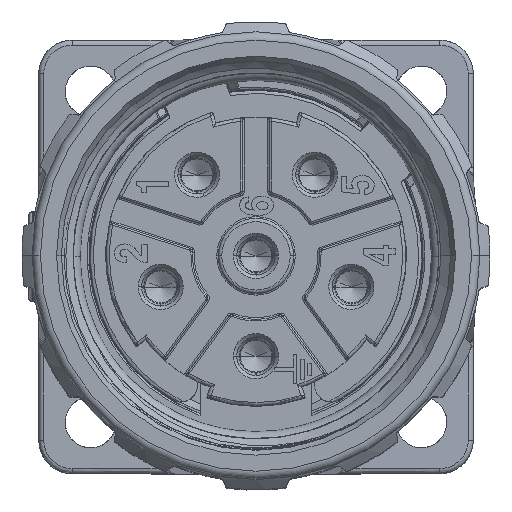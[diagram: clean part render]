
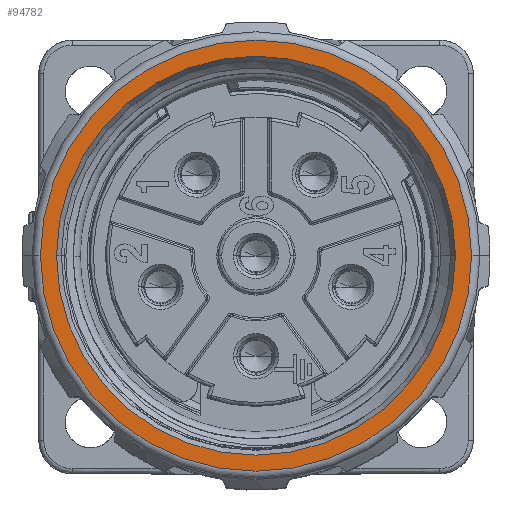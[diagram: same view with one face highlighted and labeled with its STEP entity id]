
A CAD part, top view. The second image highlights one B-rep face of the part: STEP entity #94782.
In plain terms, the highlighted planar face has unit normal (0, 0, 1).
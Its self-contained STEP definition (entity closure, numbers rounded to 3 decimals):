
#87838=CARTESIAN_POINT('',(0.,0.,45.75));
#87839=DIRECTION('',(0.,0.,1.));
#87840=DIRECTION('',(-1.,0.,0.));
#87841=AXIS2_PLACEMENT_3D('',#87838,#87839,#87840);
#87843=CARTESIAN_POINT('',(0.,0.,45.75));
#87844=DIRECTION('',(0.,0.,1.));
#87845=DIRECTION('',(1.,0.,0.));
#87846=AXIS2_PLACEMENT_3D('',#87843,#87844,#87845);
#87848=CARTESIAN_POINT('',(0.,0.,45.75));
#87849=DIRECTION('',(0.,0.,1.));
#87850=DIRECTION('',(1.,0.,0.));
#87851=AXIS2_PLACEMENT_3D('',#87848,#87849,#87850);
#87853=CARTESIAN_POINT('',(0.,0.,45.75));
#87854=DIRECTION('',(0.,0.,1.));
#87855=DIRECTION('',(-1.,0.,0.));
#87856=AXIS2_PLACEMENT_3D('',#87853,#87854,#87855);
#91988=CARTESIAN_POINT('',(11.939,0.,45.75));
#91989=CARTESIAN_POINT('',(-11.939,0.,45.75));
#91990=VERTEX_POINT('',#91988);
#91991=VERTEX_POINT('',#91989);
#92428=CARTESIAN_POINT('',(-12.9,0.,45.75));
#92429=CARTESIAN_POINT('',(12.9,0.,45.75));
#92430=VERTEX_POINT('',#92428);
#92431=VERTEX_POINT('',#92429);
#94766=CARTESIAN_POINT('',(0.,0.,45.75));
#94767=DIRECTION('',(0.,0.,-1.));
#94768=DIRECTION('',(1.,0.,0.));
#94769=AXIS2_PLACEMENT_3D('',#94766,#94767,#94768);
#94770=PLANE('',#94769);
#94771=ORIENTED_EDGE('',*,*,#94749,.F.);
#94773=ORIENTED_EDGE('',*,*,#94772,.F.);
#94774=EDGE_LOOP('',(#94771,#94773));
#94775=FACE_OUTER_BOUND('',#94774,.F.);
#94777=ORIENTED_EDGE('',*,*,#94776,.T.);
#94779=ORIENTED_EDGE('',*,*,#94778,.T.);
#94780=EDGE_LOOP('',(#94777,#94779));
#94781=FACE_BOUND('',#94780,.F.);
#94782=ADVANCED_FACE('',(#94775,#94781),#94770,.F.);
#87842=CIRCLE('',#87841,12.9);
#87847=CIRCLE('',#87846,12.9);
#87852=CIRCLE('',#87851,11.939);
#87857=CIRCLE('',#87856,11.939);
#94749=EDGE_CURVE('',#92430,#92431,#87842,.T.);
#94772=EDGE_CURVE('',#92431,#92430,#87847,.T.);
#94776=EDGE_CURVE('',#91990,#91991,#87852,.T.);
#94778=EDGE_CURVE('',#91991,#91990,#87857,.T.);
